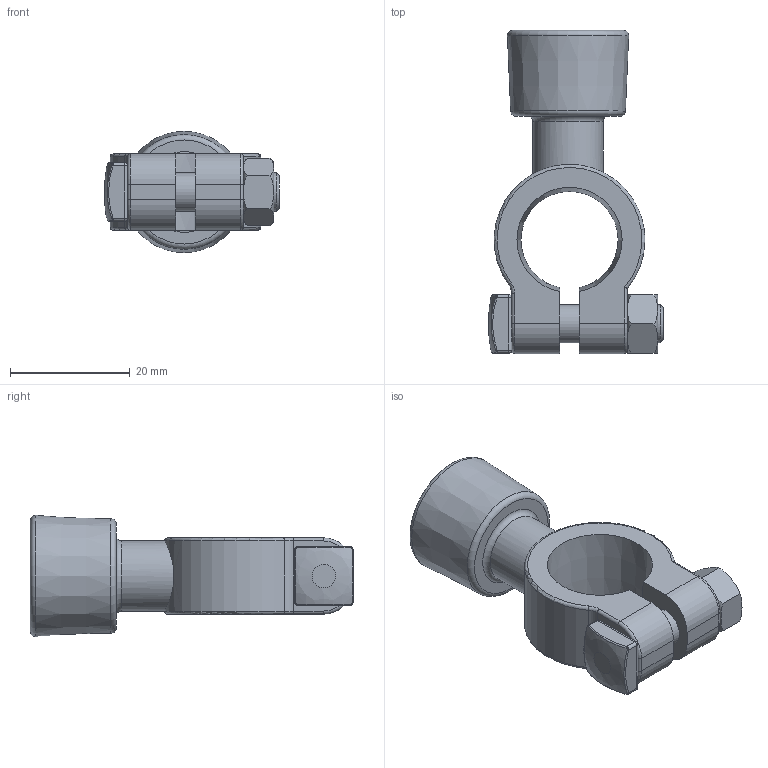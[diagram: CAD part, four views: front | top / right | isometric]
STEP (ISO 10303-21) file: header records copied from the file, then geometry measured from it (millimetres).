
FILE_DESCRIPTION(/* description */ (''),/* implementation_level */ '2;1');
FILE_NAME(/* name */ 'sae terminal tube style.stp',/* time_stamp */ '2013-07-25T13:45:27-04:00',/* author */ ('Saville'),/* organization */ (''),/* preprocessor_version */ 'ST-DEVELOPER v15.2',/* originating_system */ 'Autodesk Inventor 2014',/* authorisation */ '');
FILE_SCHEMA (('AUTOMOTIVE_DESIGN { 1 0 10303 214 3 1 1 }'));
Length unit declared in the file: inch
Products named in the file (1): sae terminal tube style
Bounding box: 29.04 x 53.88 x 20.22 mm (x, y, z)
Volume: 9748.6 mm3; surface area: 6041.9 mm2
Topology: 3 solids, 3 shells, 82 faces, 179 edges, 106 vertices
Faces by surface type: plane 26, cylinder 26, torus 13, bspline 9, cone 4, sphere 4
Full cylindrical faces by diameter (mm): 6.35 x4, 11.684 x1
Entity records: 2569 total; most frequent: CARTESIAN_POINT 839, DIRECTION 353, ORIENTED_EDGE 328, EDGE_CURVE 164, AXIS2_PLACEMENT_3D 151, EDGE_LOOP 104, VERTEX_POINT 104, ADVANCED_FACE 82
